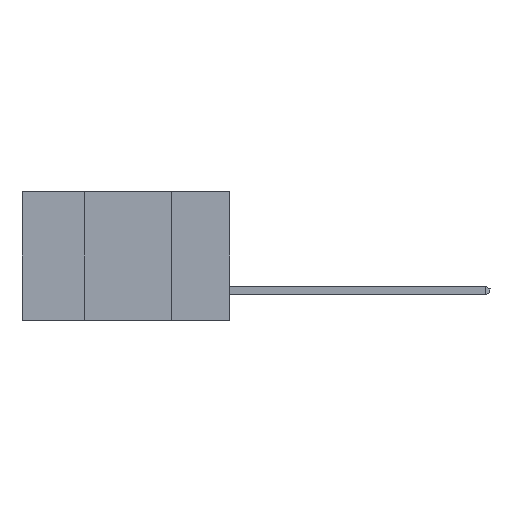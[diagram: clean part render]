
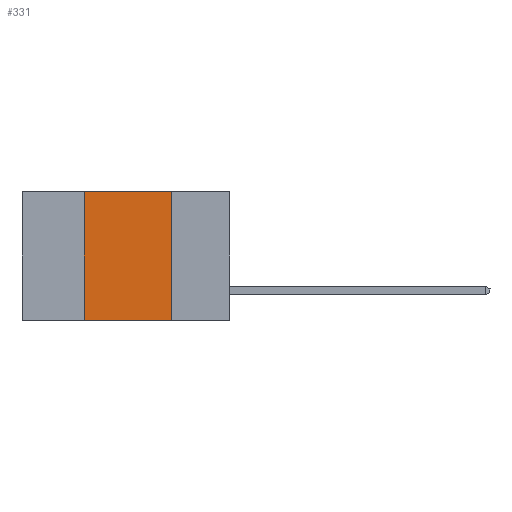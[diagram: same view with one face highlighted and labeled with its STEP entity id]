
A CAD part, left-side view. The second image highlights one B-rep face of the part: STEP entity #331.
In plain terms, the highlighted planar face has unit normal (-1, 0, 0).
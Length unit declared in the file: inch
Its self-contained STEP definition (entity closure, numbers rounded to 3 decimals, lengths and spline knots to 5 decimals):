
#264 = VECTOR ( 'NONE', #13457, 39.37008 ) ;
#331 = ADVANCED_FACE ( 'NONE', ( #18148 ), #8420, .F. ) ;
#697 = VECTOR ( 'NONE', #4331, 39.37008 ) ;
#1012 = CARTESIAN_POINT ( 'NONE',  ( 0., 0.17, 0. ) ) ;
#3531 = ORIENTED_EDGE ( 'NONE', *, *, #20321, .F. ) ;
#4331 = DIRECTION ( 'NONE',  ( 0., -1., 0. ) ) ;
#4940 = CARTESIAN_POINT ( 'NONE',  ( 0., 0.6, 0. ) ) ;
#5524 = VERTEX_POINT ( 'NONE', #17862 ) ;
#6924 = CARTESIAN_POINT ( 'NONE',  ( 0., 0.42, -0.37 ) ) ;
#8420 = PLANE ( 'NONE',  #14639 ) ;
#8833 = VECTOR ( 'NONE', #15163, 39.37008 ) ;
#8943 = ORIENTED_EDGE ( 'NONE', *, *, #12560, .T. ) ;
#9597 = CARTESIAN_POINT ( 'NONE',  ( 0., 0.42, -0.37 ) ) ;
#10833 = CARTESIAN_POINT ( 'NONE',  ( 0., 0.42, 0. ) ) ;
#11447 = LINE ( 'NONE', #17300, #697 ) ;
#11694 = EDGE_CURVE ( 'NONE', #21784, #5524, #20192, .T. ) ;
#12560 = EDGE_CURVE ( 'NONE', #17558, #5524, #11447, .T. ) ;
#12922 = ORIENTED_EDGE ( 'NONE', *, *, #11694, .F. ) ;
#13418 = CARTESIAN_POINT ( 'NONE',  ( 0., 0.6, 0. ) ) ;
#13457 = DIRECTION ( 'NONE',  ( 0., 0., 1. ) ) ;
#13967 = EDGE_CURVE ( 'NONE', #17558, #21923, #19082, .T. ) ;
#14639 = AXIS2_PLACEMENT_3D ( 'NONE', #4940, #16023, #23623 ) ;
#15163 = DIRECTION ( 'NONE',  ( 0., -1., 0. ) ) ;
#16023 = DIRECTION ( 'NONE',  ( 1., 0., 0. ) ) ;
#16449 = CARTESIAN_POINT ( 'NONE',  ( 0., 0.17, -0.37 ) ) ;
#17045 = LINE ( 'NONE', #13418, #8833 ) ;
#17300 = CARTESIAN_POINT ( 'NONE',  ( 0., 0.6, -0.37 ) ) ;
#17558 = VERTEX_POINT ( 'NONE', #6924 ) ;
#17635 = ORIENTED_EDGE ( 'NONE', *, *, #13967, .F. ) ;
#17862 = CARTESIAN_POINT ( 'NONE',  ( 0., 0.17, -0.37 ) ) ;
#17957 = DIRECTION ( 'NONE',  ( 0., 0., -1. ) ) ;
#18148 = FACE_OUTER_BOUND ( 'NONE', #18673, .T. ) ;
#18673 = EDGE_LOOP ( 'NONE', ( #12922, #3531, #17635, #8943 ) ) ;
#19082 = LINE ( 'NONE', #9597, #264 ) ;
#20192 = LINE ( 'NONE', #16449, #23652 ) ;
#20321 = EDGE_CURVE ( 'NONE', #21923, #21784, #17045, .T. ) ;
#21784 = VERTEX_POINT ( 'NONE', #1012 ) ;
#21923 = VERTEX_POINT ( 'NONE', #10833 ) ;
#23623 = DIRECTION ( 'NONE',  ( 0., 0., -1. ) ) ;
#23652 = VECTOR ( 'NONE', #17957, 39.37008 ) ;
